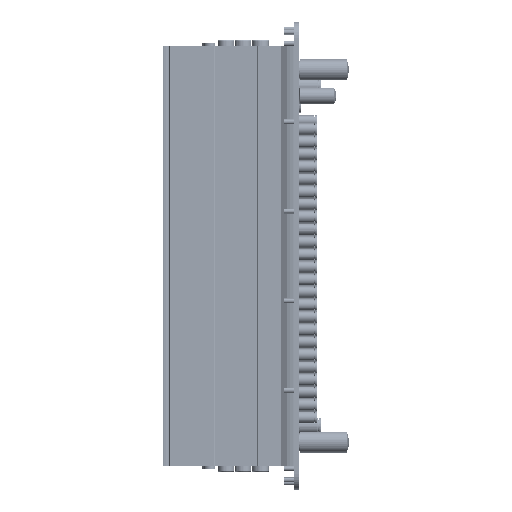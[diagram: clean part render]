
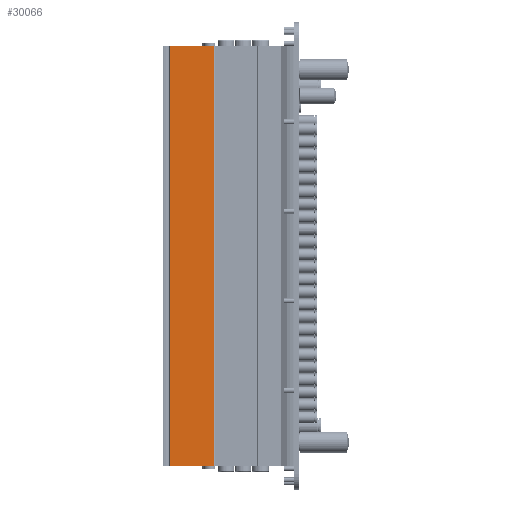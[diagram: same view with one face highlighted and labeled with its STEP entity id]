
A CAD part, front view. The second image highlights one B-rep face of the part: STEP entity #30066.
In plain terms, the highlighted planar face has unit normal (0, -1, 0).
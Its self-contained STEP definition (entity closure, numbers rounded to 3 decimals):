
#6098=FACE_OUTER_BOUND('',#8869,.T.);
#8869=EDGE_LOOP('',(#23746,#23747,#23748,#23749));
#10965=LINE('',#49108,#12786);
#10966=LINE('',#49112,#12787);
#10967=LINE('',#49114,#12788);
#10968=LINE('',#49115,#12789);
#12786=VECTOR('',#39334,10.);
#12787=VECTOR('',#39339,10.);
#12788=VECTOR('',#39340,10.);
#12789=VECTOR('',#39341,10.);
#15341=VERTEX_POINT('',#49105);
#15342=VERTEX_POINT('',#49107);
#15343=VERTEX_POINT('',#49111);
#15344=VERTEX_POINT('',#49113);
#18514=EDGE_CURVE('',#15342,#15341,#10965,.T.);
#18516=EDGE_CURVE('',#15341,#15343,#10966,.T.);
#18517=EDGE_CURVE('',#15344,#15343,#10967,.T.);
#18518=EDGE_CURVE('',#15344,#15342,#10968,.T.);
#23746=ORIENTED_EDGE('',*,*,#18516,.T.);
#23747=ORIENTED_EDGE('',*,*,#18517,.F.);
#23748=ORIENTED_EDGE('',*,*,#18518,.T.);
#23749=ORIENTED_EDGE('',*,*,#18514,.T.);
#28576=PLANE('',#33038);
#30066=ADVANCED_FACE('',(#6098),#28576,.T.);
#33038=AXIS2_PLACEMENT_3D('',#49110,#39337,#39338);
#39334=DIRECTION('',(0.,0.,1.));
#39337=DIRECTION('center_axis',(0.,-1.,0.));
#39338=DIRECTION('ref_axis',(0.,0.,-1.));
#39339=DIRECTION('',(-1.,0.,0.));
#39340=DIRECTION('',(0.,0.,1.));
#39341=DIRECTION('',(1.,0.,0.));
#49105=CARTESIAN_POINT('',(105.5,-23.,352.));
#49107=CARTESIAN_POINT('',(105.5,-23.,0.));
#49108=CARTESIAN_POINT('',(105.5,-23.,0.));
#49110=CARTESIAN_POINT('Origin',(105.5,-23.,0.));
#49111=CARTESIAN_POINT('',(69.,-23.,352.));
#49112=CARTESIAN_POINT('',(69.,-23.,352.));
#49113=CARTESIAN_POINT('',(69.,-23.,0.));
#49114=CARTESIAN_POINT('',(69.,-23.,0.));
#49115=CARTESIAN_POINT('',(69.,-23.,0.));
